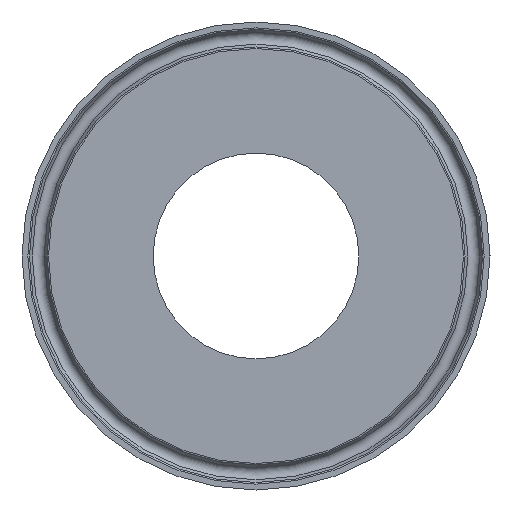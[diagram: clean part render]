
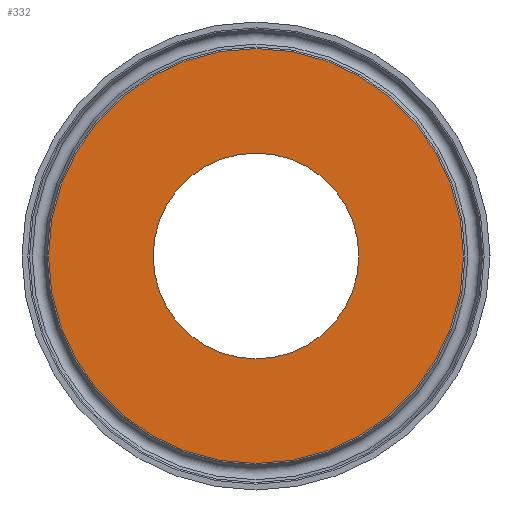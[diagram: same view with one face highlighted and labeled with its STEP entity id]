
A CAD part, left-side view. The second image highlights one B-rep face of the part: STEP entity #332.
In plain terms, the highlighted planar face has unit normal (-1, 0, 0).
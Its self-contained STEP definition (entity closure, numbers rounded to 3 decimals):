
#38=PLANE('',#370);
#49=FACE_BOUND('',#113,.T.);
#78=FACE_OUTER_BOUND('',#112,.T.);
#112=EDGE_LOOP('',(#263));
#113=EDGE_LOOP('',(#264));
#164=CIRCLE('',#366,22.388);
#167=CIRCLE('',#371,11.1);
#192=VERTEX_POINT('',#545);
#195=VERTEX_POINT('',#553);
#224=EDGE_CURVE('',#192,#192,#164,.T.);
#227=EDGE_CURVE('',#195,#195,#167,.T.);
#263=ORIENTED_EDGE('',*,*,#224,.F.);
#264=ORIENTED_EDGE('',*,*,#227,.T.);
#332=ADVANCED_FACE('',(#78,#49),#38,.F.);
#366=AXIS2_PLACEMENT_3D('',#546,#433,#434);
#370=AXIS2_PLACEMENT_3D('',#552,#441,#442);
#371=AXIS2_PLACEMENT_3D('',#554,#443,#444);
#433=DIRECTION('center_axis',(1.,0.,0.));
#434=DIRECTION('ref_axis',(0.,-1.,0.));
#441=DIRECTION('center_axis',(1.,0.,0.));
#442=DIRECTION('ref_axis',(0.,0.,-1.));
#443=DIRECTION('center_axis',(1.,0.,0.));
#444=DIRECTION('ref_axis',(0.,1.,0.));
#545=CARTESIAN_POINT('',(-55.,22.388,0.));
#546=CARTESIAN_POINT('Origin',(-55.,0.,0.));
#552=CARTESIAN_POINT('Origin',(-55.,16.8,0.));
#553=CARTESIAN_POINT('',(-55.,11.1,0.));
#554=CARTESIAN_POINT('Origin',(-55.,0.,0.));
